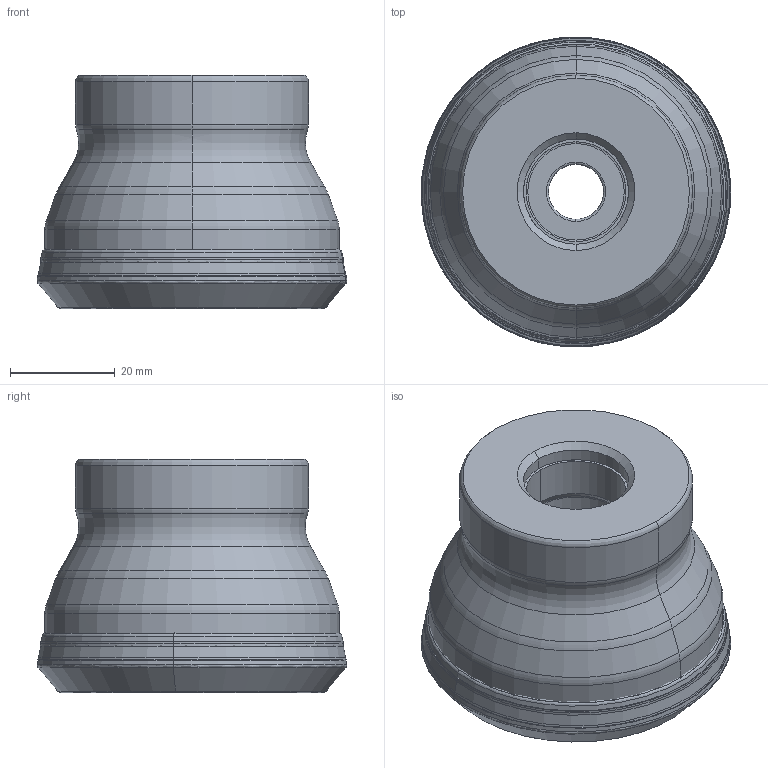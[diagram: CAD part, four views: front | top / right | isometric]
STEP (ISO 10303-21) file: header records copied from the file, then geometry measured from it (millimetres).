
FILE_DESCRIPTION(/* description */ (''),/* implementation_level */ '2;1');
FILE_NAME(/* name */ 'AHX440SUR0205AA_IR0_031.stp',/* time_stamp */ '2023-03-10T09:59:58+09:00',/* author */ (''),/* organization */ (''),/* preprocessor_version */ 'ST-DEVELOPER v16',/* originating_system */ 'SIEMENS PLM Software NX 10.0',/* authorisation */ '');
FILE_SCHEMA (('AUTOMOTIVE_DESIGN { 1 0 10303 214 3 1 1 1 }'));
Length unit declared in the file: millimetre
Products named in the file (1): AHX440SUR0205AA_IR0_031_ASM
Bounding box: 59.08 x 58.99 x 44.45 mm (x, y, z)
Volume: 93854.7 mm3; surface area: 18982.4 mm2
Topology: 2 solids, 2 shells, 199 faces, 528 edges, 403 vertices
Faces by surface type: torus 84, revolution 36, bspline 30, cone 28, cylinder 14, plane 7
Entity records: 7850 total; most frequent: CARTESIAN_POINT 2613, DIRECTION 1202, ORIENTED_EDGE 924, AXIS2_PLACEMENT_3D 559, EDGE_CURVE 462, CIRCLE 418, VERTEX_POINT 270, EDGE_LOOP 206
